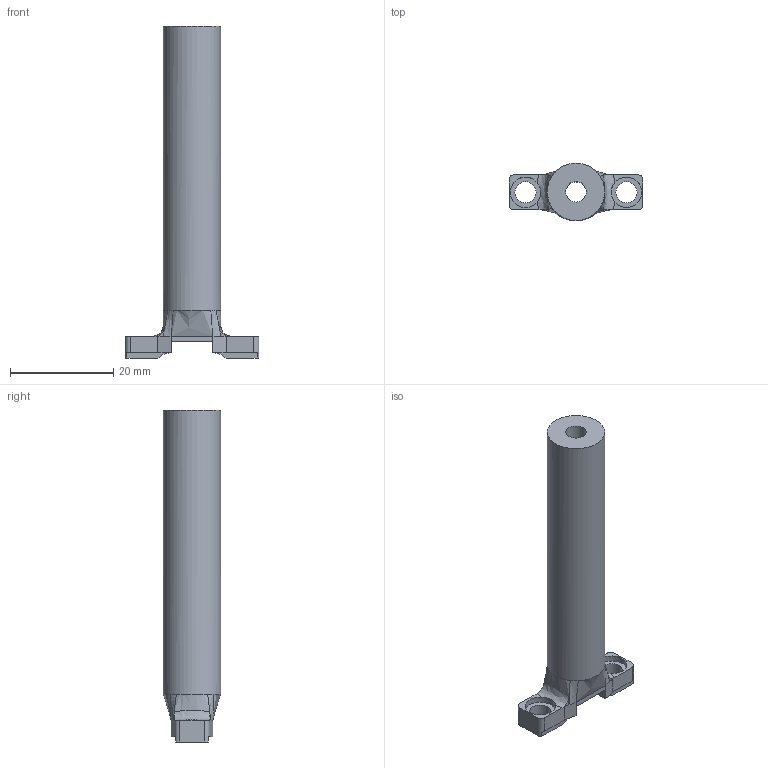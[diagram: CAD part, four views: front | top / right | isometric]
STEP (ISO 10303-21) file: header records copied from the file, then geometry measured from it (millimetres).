
FILE_DESCRIPTION(/* description */ (''),/* implementation_level */ '2;1');
FILE_NAME(/* name */ 'Support Axcel AV31 pour CBE Axis_.step',/* time_stamp */ '2024-08-24T17:35:22+02:00',/* author */ (''),/* organization */ (''),/* preprocessor_version */ 'ST-DEVELOPER v20',/* originating_system */ 'Autodesk Translation Framework v13.14.0.145',/* authorisation */ '');
FILE_SCHEMA (('AUTOMOTIVE_DESIGN { 1 0 10303 214 3 1 1 }'));
Length unit declared in the file: millimetre
Products named in the file (1): Support Axcel AV31 pour CBE Axis
Bounding box: 25.9 x 11.11 x 64.2 mm (x, y, z)
Volume: 5448 mm3; surface area: 3535.8 mm2
Topology: 1 solids, 1 shells, 56 faces, 151 edges, 97 vertices
Faces by surface type: plane 34, cylinder 12, bspline 10
Full cylindrical faces by diameter (mm): 4 x1, 4.1 x2, 5.9 x2, 11.113 x1
Entity records: 2169 total; most frequent: CARTESIAN_POINT 756, ORIENTED_EDGE 302, DIRECTION 262, EDGE_CURVE 151, VERTEX_POINT 97, LINE 92, VECTOR 92, AXIS2_PLACEMENT_3D 85
